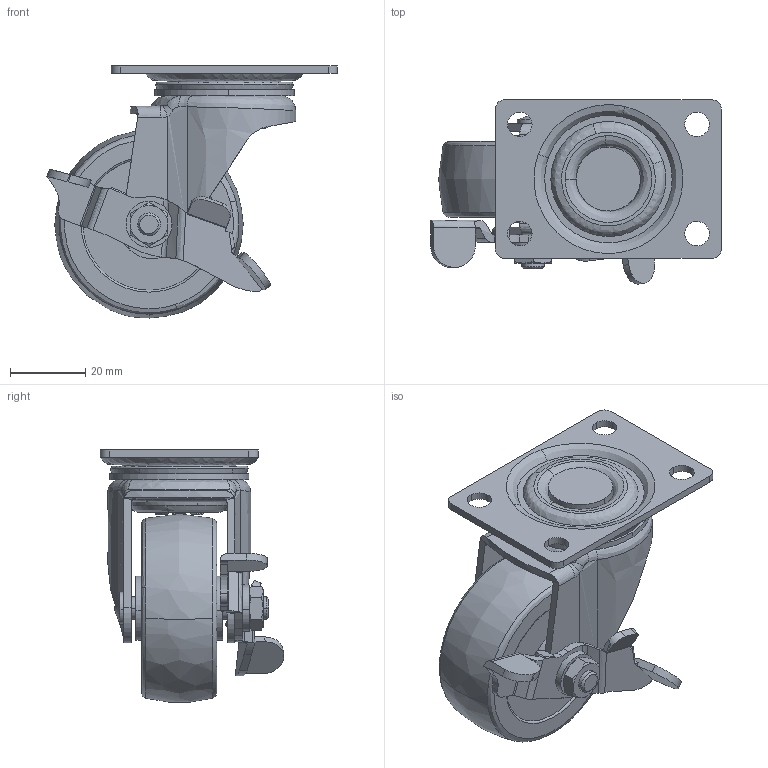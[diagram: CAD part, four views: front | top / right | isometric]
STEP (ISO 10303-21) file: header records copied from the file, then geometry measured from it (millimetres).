
FILE_DESCRIPTION((''),'2;1');
FILE_NAME('','2005-12-16T11:59:24',(''),(''),'','CADfix','');
FILE_SCHEMA(('AUTOMOTIVE_DESIGN'));
Length unit declared in the file: millimetre
Products named in the file (7): axle; wheel; mounting plate; main shaft; lever; body; No_104S_20894_36
Assembly tree (6 placements, depth 2):
  No_104S_20894_36
    axle
    wheel
    mounting plate
    main shaft
    lever
    body
Bounding box: 77.19 x 48.79 x 66.88 mm (x, y, z)
Volume: 62023.1 mm3; surface area: 26647.2 mm2
Topology: 6 solids, 6 shells, 302 faces, 920 edges, 647 vertices
Faces by surface type: bspline 302
Entity records: 13240 total; most frequent: CARTESIAN_POINT 8144, ORIENTED_EDGE 1840, EDGE_CURVE 920, VERTEX_POINT 647, EDGE_LOOP 339, FACE_OUTER_BOUND 302, ADVANCED_FACE 302, QUASI_UNIFORM_CURVE 271
